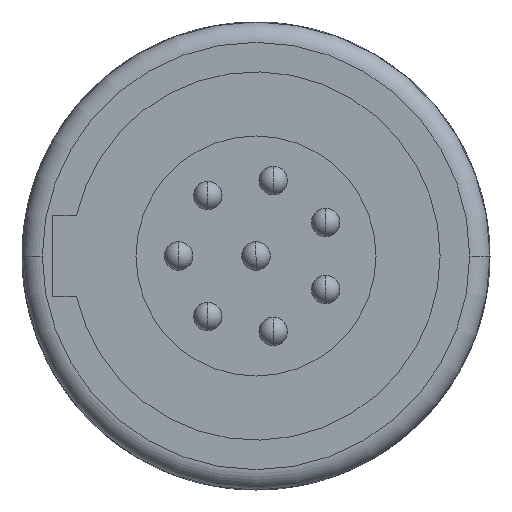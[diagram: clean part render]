
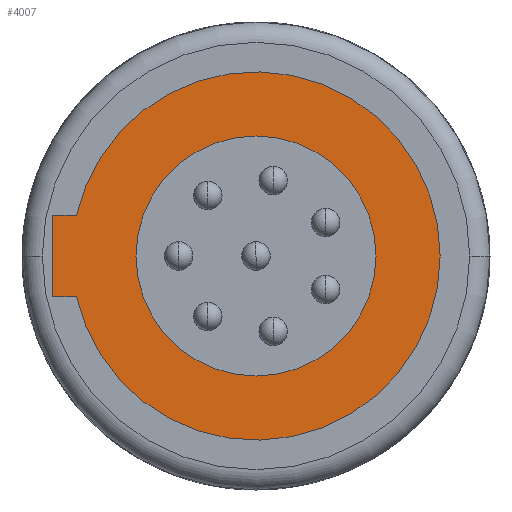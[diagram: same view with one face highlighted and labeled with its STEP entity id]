
A CAD part, left-side view. The second image highlights one B-rep face of the part: STEP entity #4007.
In plain terms, the highlighted planar face has unit normal (-1, 0, 0).
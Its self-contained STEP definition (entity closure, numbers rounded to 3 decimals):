
#1=DIRECTION('',(0.,1.,0.));
#2=VECTOR('',#1,0.587);
#3=CARTESIAN_POINT('',(0.,4.413,-1.));
#4=LINE('',#3,#2);
#5=DIRECTION('',(0.,0.,1.));
#6=VECTOR('',#5,2.);
#7=CARTESIAN_POINT('',(0.,5.,-1.));
#8=LINE('',#7,#6);
#9=DIRECTION('',(0.,-1.,0.));
#10=VECTOR('',#9,0.587);
#11=CARTESIAN_POINT('',(0.,5.,1.));
#12=LINE('',#11,#10);
#13=CARTESIAN_POINT('',(0.,0.,0.));
#14=DIRECTION('',(1.,0.,0.));
#15=DIRECTION('',(0.,0.,-1.));
#16=AXIS2_PLACEMENT_3D('',#13,#14,#15);
#18=CARTESIAN_POINT('',(0.,0.,0.));
#19=DIRECTION('',(1.,0.,0.));
#20=DIRECTION('',(0.,0.,1.));
#21=AXIS2_PLACEMENT_3D('',#18,#19,#20);
#32=CARTESIAN_POINT('',(0.,0.,0.));
#33=DIRECTION('',(-1.,0.,0.));
#34=DIRECTION('',(0.,0.975,-0.221));
#35=AXIS2_PLACEMENT_3D('',#32,#33,#34);
#3467=CARTESIAN_POINT('',(0.,0.,-2.95));
#3468=VERTEX_POINT('',#3467);
#3469=CARTESIAN_POINT('',(0.,0.,2.95));
#3470=VERTEX_POINT('',#3469);
#3781=CARTESIAN_POINT('',(0.,5.,-1.));
#3782=CARTESIAN_POINT('',(0.,5.,1.));
#3783=VERTEX_POINT('',#3781);
#3784=VERTEX_POINT('',#3782);
#3785=CARTESIAN_POINT('',(0.,4.413,-1.));
#3786=VERTEX_POINT('',#3785);
#3787=CARTESIAN_POINT('',(0.,4.413,1.));
#3788=VERTEX_POINT('',#3787);
#3986=CARTESIAN_POINT('',(0.,0.,0.));
#3987=DIRECTION('',(1.,0.,0.));
#3988=DIRECTION('',(0.,0.,-1.));
#3989=AXIS2_PLACEMENT_3D('',#3986,#3987,#3988);
#3990=PLANE('',#3989);
#3992=ORIENTED_EDGE('',*,*,#3991,.F.);
#3994=ORIENTED_EDGE('',*,*,#3993,.T.);
#3996=ORIENTED_EDGE('',*,*,#3995,.T.);
#3998=ORIENTED_EDGE('',*,*,#3997,.T.);
#3999=EDGE_LOOP('',(#3992,#3994,#3996,#3998));
#4000=FACE_OUTER_BOUND('',#3999,.F.);
#4002=ORIENTED_EDGE('',*,*,#4001,.F.);
#4004=ORIENTED_EDGE('',*,*,#4003,.F.);
#4005=EDGE_LOOP('',(#4002,#4004));
#4006=FACE_BOUND('',#4005,.F.);
#4007=ADVANCED_FACE('',(#4000,#4006),#3990,.F.);
#17=CIRCLE('',#16,2.95);
#22=CIRCLE('',#21,2.95);
#36=CIRCLE('',#35,4.525);
#3991=EDGE_CURVE('',#3786,#3788,#36,.T.);
#3993=EDGE_CURVE('',#3786,#3783,#4,.T.);
#3995=EDGE_CURVE('',#3783,#3784,#8,.T.);
#3997=EDGE_CURVE('',#3784,#3788,#12,.T.);
#4001=EDGE_CURVE('',#3468,#3470,#17,.T.);
#4003=EDGE_CURVE('',#3470,#3468,#22,.T.);
